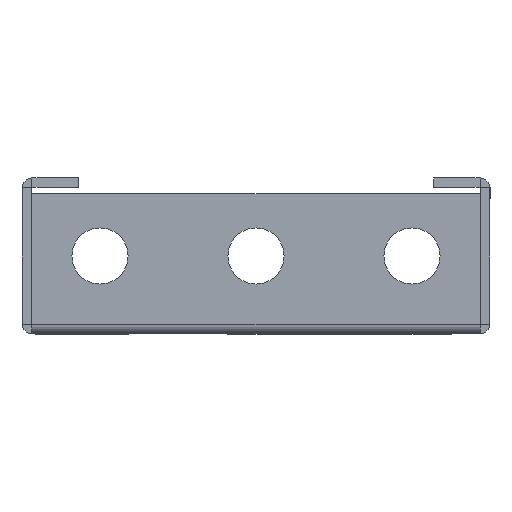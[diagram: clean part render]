
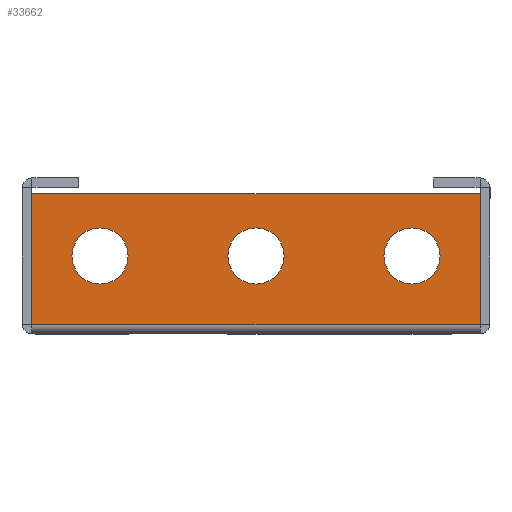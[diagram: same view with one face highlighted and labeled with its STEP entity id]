
A CAD part, left-side view. The second image highlights one B-rep face of the part: STEP entity #33662.
In plain terms, the highlighted planar face has unit normal (-1, 0, 0).
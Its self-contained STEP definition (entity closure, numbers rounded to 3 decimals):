
#3787 = CARTESIAN_POINT ( 'NONE',  ( -749.5, -35.9, 1.6 ) ) ;
#3795 = CARTESIAN_POINT ( 'NONE',  ( -749.5, 35.9, 1.6 ) ) ;
#3807 = CARTESIAN_POINT ( 'NONE',  ( -749.5, -35.9, 22.5 ) ) ;
#3815 = CARTESIAN_POINT ( 'NONE',  ( -749.5, 35.9, 22.5 ) ) ;
#4112 = CARTESIAN_POINT ( 'NONE',  ( -749.5, 35.9, 1.5 ) ) ;
#4117 = PLANE ( 'NONE',  #21188 ) ;
#4120 = DIRECTION ( 'NONE',  ( 1., 0., 0. ) ) ;
#4122 = DIRECTION ( 'NONE',  ( 0., 0., -1. ) ) ;
#6208 = CARTESIAN_POINT ( 'NONE',  ( -749.5, -25., 17. ) ) ;
#6216 = CARTESIAN_POINT ( 'NONE',  ( -749.5, -25., 8. ) ) ;
#6864 = ORIENTED_EDGE ( 'NONE', *, *, #22107, .T. ) ;
#6880 = ORIENTED_EDGE ( 'NONE', *, *, #53309, .T. ) ;
#6897 = ORIENTED_EDGE ( 'NONE', *, *, #22108, .T. ) ;
#6915 = ORIENTED_EDGE ( 'NONE', *, *, #53321, .T. ) ;
#6932 = ORIENTED_EDGE ( 'NONE', *, *, #22106, .T. ) ;
#6949 = ORIENTED_EDGE ( 'NONE', *, *, #53328, .T. ) ;
#6966 = ORIENTED_EDGE ( 'NONE', *, *, #22098, .F. ) ;
#6984 = ORIENTED_EDGE ( 'NONE', *, *, #22100, .T. ) ;
#7001 = ORIENTED_EDGE ( 'NONE', *, *, #22105, .T. ) ;
#7018 = ORIENTED_EDGE ( 'NONE', *, *, #22101, .T. ) ;
#8675 = AXIS2_PLACEMENT_3D ( 'NONE', #44720, #44722, #44723 ) ;
#8691 = AXIS2_PLACEMENT_3D ( 'NONE', #44737, #44754, #44755 ) ;
#8694 = AXIS2_PLACEMENT_3D ( 'NONE', #44753, #44770, #44771 ) ;
#18594 = CARTESIAN_POINT ( 'NONE',  ( -749.5, 35.9, 1.6 ) ) ;
#18601 = DIRECTION ( 'NONE',  ( 0., 1., 0. ) ) ;
#18602 = CARTESIAN_POINT ( 'NONE',  ( -749.5, 35.9, 1.5 ) ) ;
#18604 = CARTESIAN_POINT ( 'NONE',  ( -749.5, -35.9, 22.5 ) ) ;
#18605 = DIRECTION ( 'NONE',  ( 0., 0., 1. ) ) ;
#18606 = CARTESIAN_POINT ( 'NONE',  ( -749.5, 25., 12.5 ) ) ;
#18607 = DIRECTION ( 'NONE',  ( 0., 0., -1. ) ) ;
#18614 = CARTESIAN_POINT ( 'NONE',  ( -749.5, 35.9, 22.5 ) ) ;
#18615 = DIRECTION ( 'NONE',  ( 0., 1., 0. ) ) ;
#18617 = DIRECTION ( 'NONE',  ( 1., 0., 0. ) ) ;
#18618 = DIRECTION ( 'NONE',  ( 0., 0., -1. ) ) ;
#18619 = CARTESIAN_POINT ( 'NONE',  ( -749.5, -25., 12.5 ) ) ;
#18620 = DIRECTION ( 'NONE',  ( 1., 0., 0. ) ) ;
#18621 = DIRECTION ( 'NONE',  ( 0., 0., 1. ) ) ;
#18622 = CARTESIAN_POINT ( 'NONE',  ( -749.5, 0., 12.5 ) ) ;
#18623 = DIRECTION ( 'NONE',  ( 1., 0., 0. ) ) ;
#18624 = DIRECTION ( 'NONE',  ( 0., 0., -1. ) ) ;
#20468 = FACE_OUTER_BOUND ( 'NONE', #60178, .T. ) ;
#20472 = FACE_BOUND ( 'NONE', #60183, .T. ) ;
#20476 = FACE_BOUND ( 'NONE', #60180, .T. ) ;
#20480 = FACE_BOUND ( 'NONE', #60179, .T. ) ;
#21188 = AXIS2_PLACEMENT_3D ( 'NONE', #4112, #4120, #4122 ) ;
#22098 = EDGE_CURVE ( 'NONE', #33545, #33548, #55024, .T. ) ;
#22100 = EDGE_CURVE ( 'NONE', #33545, #33554, #55028, .T. ) ;
#22101 = EDGE_CURVE ( 'NONE', #33557, #33548, #55022, .T. ) ;
#22105 = EDGE_CURVE ( 'NONE', #33554, #33557, #55038, .T. ) ;
#22106 = EDGE_CURVE ( 'NONE', #56954, #56975, #55041, .T. ) ;
#22107 = EDGE_CURVE ( 'NONE', #31480, #31476, #55042, .T. ) ;
#22108 = EDGE_CURVE ( 'NONE', #56967, #56910, #55043, .T. ) ;
#31476 = VERTEX_POINT ( 'NONE', #6208 ) ;
#31480 = VERTEX_POINT ( 'NONE', #6216 ) ;
#33545 = VERTEX_POINT ( 'NONE', #3787 ) ;
#33548 = VERTEX_POINT ( 'NONE', #3795 ) ;
#33554 = VERTEX_POINT ( 'NONE', #3807 ) ;
#33557 = VERTEX_POINT ( 'NONE', #3815 ) ;
#33662 = ADVANCED_FACE ( 'NONE', ( #20472, #20476, #20480, #20468 ), #4117, .F. ) ;
#44720 = CARTESIAN_POINT ( 'NONE',  ( -749.5, -25., 12.5 ) ) ;
#44722 = DIRECTION ( 'NONE',  ( 1., 0., 0. ) ) ;
#44723 = DIRECTION ( 'NONE',  ( 0., 0., 1. ) ) ;
#44737 = CARTESIAN_POINT ( 'NONE',  ( -749.5, 0., 12.5 ) ) ;
#44753 = CARTESIAN_POINT ( 'NONE',  ( -749.5, 25., 12.5 ) ) ;
#44754 = DIRECTION ( 'NONE',  ( 1., 0., 0. ) ) ;
#44755 = DIRECTION ( 'NONE',  ( 0., 0., -1. ) ) ;
#44770 = DIRECTION ( 'NONE',  ( 1., 0., 0. ) ) ;
#44771 = DIRECTION ( 'NONE',  ( 0., 0., -1. ) ) ;
#45485 = CIRCLE ( 'NONE', #8675, 4.5 ) ;
#45500 = CIRCLE ( 'NONE', #8691, 4.5 ) ;
#45510 = CIRCLE ( 'NONE', #8694, 4.5 ) ;
#47076 = CARTESIAN_POINT ( 'NONE',  ( -749.5, 0., 17. ) ) ;
#47120 = CARTESIAN_POINT ( 'NONE',  ( -749.5, 25., 8. ) ) ;
#47133 = CARTESIAN_POINT ( 'NONE',  ( -749.5, 0., 8. ) ) ;
#47141 = CARTESIAN_POINT ( 'NONE',  ( -749.5, 25., 17. ) ) ;
#53309 = EDGE_CURVE ( 'NONE', #31476, #31480, #45485, .T. ) ;
#53321 = EDGE_CURVE ( 'NONE', #56910, #56967, #45500, .T. ) ;
#53328 = EDGE_CURVE ( 'NONE', #56975, #56954, #45510, .T. ) ;
#53379 = AXIS2_PLACEMENT_3D ( 'NONE', #18619, #18620, #18621 ) ;
#53380 = AXIS2_PLACEMENT_3D ( 'NONE', #18606, #18617, #18618 ) ;
#53381 = AXIS2_PLACEMENT_3D ( 'NONE', #18622, #18623, #18624 ) ;
#55020 = VECTOR ( 'NONE', #18601, 1000. ) ;
#55022 = LINE ( 'NONE', #18602, #55030 ) ;
#55024 = LINE ( 'NONE', #18594, #55020 ) ;
#55028 = LINE ( 'NONE', #18604, #55029 ) ;
#55029 = VECTOR ( 'NONE', #18605, 1000. ) ;
#55030 = VECTOR ( 'NONE', #18607, 1000. ) ;
#55038 = LINE ( 'NONE', #18614, #55039 ) ;
#55039 = VECTOR ( 'NONE', #18615, 1000. ) ;
#55041 = CIRCLE ( 'NONE', #53380, 4.5 ) ;
#55042 = CIRCLE ( 'NONE', #53379, 4.5 ) ;
#55043 = CIRCLE ( 'NONE', #53381, 4.5 ) ;
#56910 = VERTEX_POINT ( 'NONE', #47076 ) ;
#56954 = VERTEX_POINT ( 'NONE', #47120 ) ;
#56967 = VERTEX_POINT ( 'NONE', #47133 ) ;
#56975 = VERTEX_POINT ( 'NONE', #47141 ) ;
#60178 = EDGE_LOOP ( 'NONE', ( #6966, #6984, #7001, #7018 ) ) ;
#60179 = EDGE_LOOP ( 'NONE', ( #6932, #6949 ) ) ;
#60180 = EDGE_LOOP ( 'NONE', ( #6897, #6915 ) ) ;
#60183 = EDGE_LOOP ( 'NONE', ( #6864, #6880 ) ) ;
